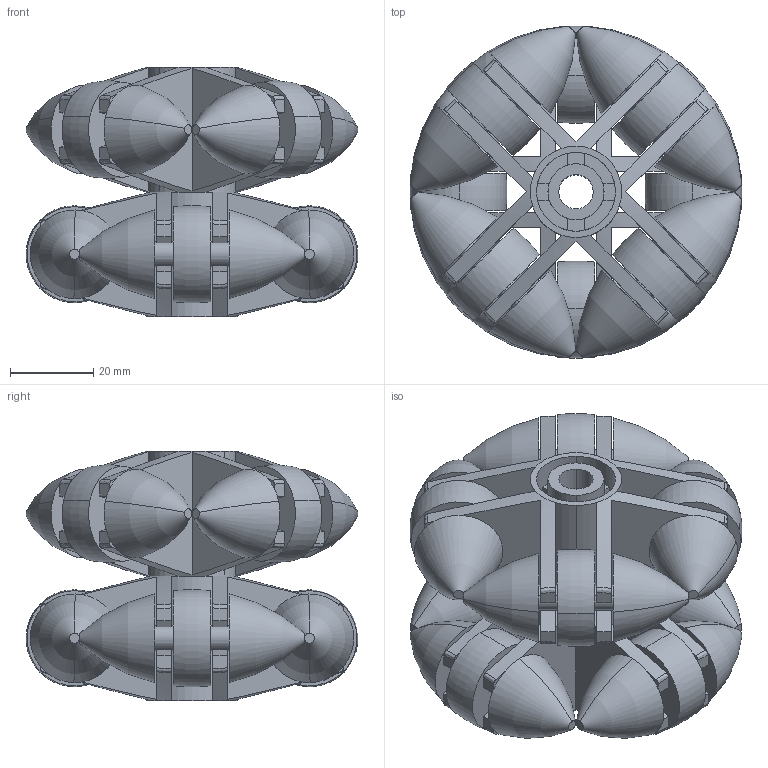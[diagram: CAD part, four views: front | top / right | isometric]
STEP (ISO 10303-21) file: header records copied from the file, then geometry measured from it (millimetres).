
FILE_DESCRIPTION (( 'STEP AP214' ), '1' );
FILE_NAME ('0014960_ASR80.step', '2017-09-20T08:13:32', ( '' ), ( '' ), 'SwSTEP 2.0', 'SolidWorks 2016', '' );
FILE_SCHEMA (( 'AUTOMOTIVE_DESIGN' ));
Length unit declared in the file: millimetre
Products named in the file (5): ASR80_Achse; ASR80_Roellchen; ASR80_Halter_Steg; ASR80_Halter_Nut; 0014960_ASR80
Assembly tree (18 placements, depth 2):
  0014960_ASR80
    ASR80_Halter_Nut
    ASR80_Halter_Steg
    ASR80_Roellchen  x8
    ASR80_Achse  x8
Bounding box: 79.94 x 79.94 x 60 mm (x, y, z)
Volume: 130986.1 mm3; surface area: 75295.4 mm2
Topology: 34 solids, 34 shells, 502 faces, 1178 edges, 764 vertices
Faces by surface type: plane 248, cylinder 126, cone 48, torus 48, bspline 32
Entity records: 10810 total; most frequent: CARTESIAN_POINT 3071, ORIENTED_EDGE 1656, DIRECTION 1468, EDGE_CURVE 828, VERTEX_POINT 540, AXIS2_PLACEMENT_3D 537, LINE 394, VECTOR 394
